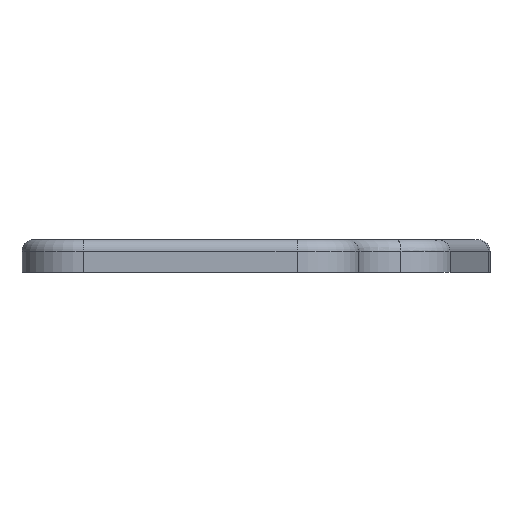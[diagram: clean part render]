
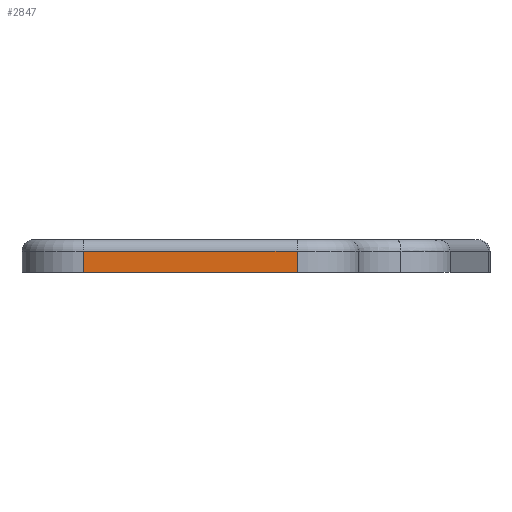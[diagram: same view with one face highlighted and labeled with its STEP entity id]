
A CAD part, left-side view. The second image highlights one B-rep face of the part: STEP entity #2847.
In plain terms, the highlighted planar face has unit normal (-1, 0, 0).
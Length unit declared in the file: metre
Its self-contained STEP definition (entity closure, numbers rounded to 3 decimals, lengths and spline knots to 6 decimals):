
#443=ORIENTED_EDGE('',*,*,#1258,.F.);
#444=ORIENTED_EDGE('',*,*,#1260,.T.);
#445=ORIENTED_EDGE('',*,*,#1261,.T.);
#446=ORIENTED_EDGE('',*,*,#1262,.T.);
#1258=EDGE_CURVE('',#1665,#1666,#1926,.T.);
#1260=EDGE_CURVE('',#1665,#1667,#1927,.F.);
#1261=EDGE_CURVE('',#1667,#1668,#1928,.T.);
#1262=EDGE_CURVE('',#1668,#1666,#1929,.F.);
#1665=VERTEX_POINT('',#4516);
#1666=VERTEX_POINT('',#4518);
#1667=VERTEX_POINT('',#4522);
#1668=VERTEX_POINT('',#4524);
#1926=LINE('',#4517,#2205);
#1927=LINE('',#4521,#2206);
#1928=LINE('',#4523,#2207);
#1929=LINE('',#4525,#2208);
#2205=VECTOR('',#3560,1.);
#2206=VECTOR('',#3565,1.);
#2207=VECTOR('',#3566,1.);
#2208=VECTOR('',#3567,1.);
#2400=EDGE_LOOP('',(#443,#444,#445,#446));
#2582=FACE_BOUND('',#2400,.T.);
#2750=PLANE('',#3070);
#2847=ADVANCED_FACE('',(#2582),#2750,.T.);
#3070=AXIS2_PLACEMENT_3D('',#4520,#3563,#3564);
#3560=DIRECTION('',(0.,0.,1.));
#3563=DIRECTION('',(-1.,0.,0.));
#3564=DIRECTION('',(0.,-1.,0.));
#3565=DIRECTION('',(0.,1.,0.));
#3566=DIRECTION('',(0.,0.,1.));
#3567=DIRECTION('',(0.,-1.,0.));
#4516=CARTESIAN_POINT('',(-0.012475,-0.002525,-0.001));
#4517=CARTESIAN_POINT('',(-0.012475,-0.002525,0.));
#4518=CARTESIAN_POINT('',(-0.012475,-0.002525,0.0042));
#4520=CARTESIAN_POINT('',(-0.012475,-0.028575,0.));
#4521=CARTESIAN_POINT('',(-0.012475,-0.044609,-0.001));
#4522=CARTESIAN_POINT('',(-0.012475,-0.054625,-0.001));
#4523=CARTESIAN_POINT('',(-0.012475,-0.054625,0.));
#4524=CARTESIAN_POINT('',(-0.012475,-0.054625,0.0042));
#4525=CARTESIAN_POINT('',(-0.012475,-0.028575,0.0042));
